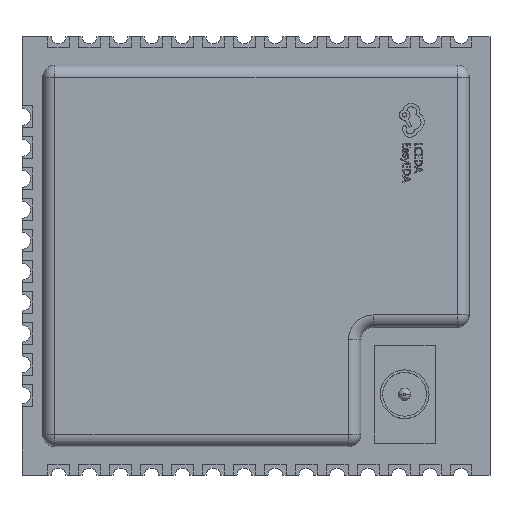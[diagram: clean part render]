
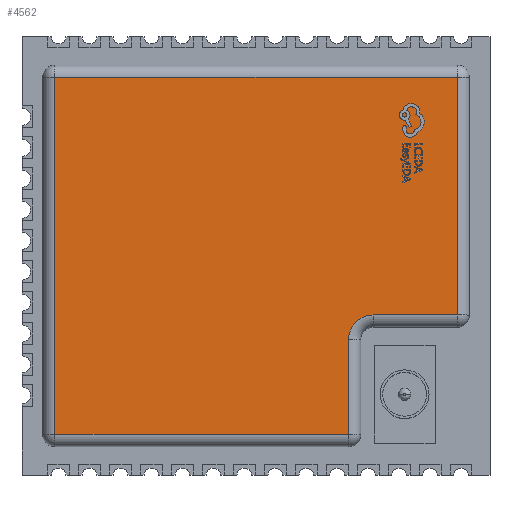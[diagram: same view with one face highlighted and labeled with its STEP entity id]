
A CAD part, top view. The second image highlights one B-rep face of the part: STEP entity #4562.
In plain terms, the highlighted planar face has unit normal (0, 0, 1).
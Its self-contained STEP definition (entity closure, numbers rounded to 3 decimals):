
#319 = CARTESIAN_POINT ( 'NONE',  ( 5.45, -2.425, 3.2 ) ) ;
#842 = CIRCLE ( 'NONE', #14226, 1. ) ;
#1174 = EDGE_CURVE ( 'NONE', #3112, #8718, #842, .T. ) ;
#1673 = DIRECTION ( 'NONE',  ( -1., 0., 0. ) ) ;
#1890 = ORIENTED_EDGE ( 'NONE', *, *, #10322, .T. ) ;
#2031 = CARTESIAN_POINT ( 'NONE',  ( 4.45, -7.325, 3.2 ) ) ;
#2552 = LINE ( 'NONE', #4813, #15460 ) ;
#2637 = VERTEX_POINT ( 'NONE', #10089 ) ;
#2694 = VERTEX_POINT ( 'NONE', #5002 ) ;
#2847 = DIRECTION ( 'NONE',  ( 1., 0., 0. ) ) ;
#2914 = PLANE ( 'NONE',  #11913 ) ;
#3112 = VERTEX_POINT ( 'NONE', #319 ) ;
#3197 = EDGE_CURVE ( 'NONE', #2637, #17087, #7526, .T. ) ;
#3357 = CARTESIAN_POINT ( 'NONE',  ( 4.95, -7.325, 3.2 ) ) ;
#3518 = DIRECTION ( 'NONE',  ( 1., 0., 0. ) ) ;
#3818 = EDGE_CURVE ( 'NONE', #3112, #5623, #6418, .T. ) ;
#4110 = ORIENTED_EDGE ( 'NONE', *, *, #3197, .T. ) ;
#4318 = DIRECTION ( 'NONE',  ( 0., 0., 1. ) ) ;
#4562 = ADVANCED_FACE ( 'NONE', ( #13168 ), #2914, .T. ) ;
#4813 = CARTESIAN_POINT ( 'NONE',  ( 8.9, 7.825, 3.2 ) ) ;
#4881 = DIRECTION ( 'NONE',  ( 1., 0., 0. ) ) ;
#5002 = CARTESIAN_POINT ( 'NONE',  ( -7.6, 7.325, 3.2 ) ) ;
#5332 = LINE ( 'NONE', #11663, #15613 ) ;
#5623 = VERTEX_POINT ( 'NONE', #6840 ) ;
#5654 = DIRECTION ( 'NONE',  ( 0., 1., 0. ) ) ;
#5731 = CARTESIAN_POINT ( 'NONE',  ( 0.65, 0., 3.2 ) ) ;
#6418 = LINE ( 'NONE', #13521, #8823 ) ;
#6590 = LINE ( 'NONE', #15383, #14921 ) ;
#6773 = EDGE_LOOP ( 'NONE', ( #9707, #13740, #1890, #8951, #17262, #4110, #10675 ) ) ;
#6840 = CARTESIAN_POINT ( 'NONE',  ( 8.9, -2.425, 3.2 ) ) ;
#7526 = LINE ( 'NONE', #3357, #11017 ) ;
#7621 = CARTESIAN_POINT ( 'NONE',  ( 4.45, -3.425, 3.2 ) ) ;
#8718 = VERTEX_POINT ( 'NONE', #7621 ) ;
#8733 = EDGE_CURVE ( 'NONE', #2694, #2637, #5332, .T. ) ;
#8823 = VECTOR ( 'NONE', #15045, 1000. ) ;
#8951 = ORIENTED_EDGE ( 'NONE', *, *, #16888, .T. ) ;
#9624 = VECTOR ( 'NONE', #1673, 1000. ) ;
#9707 = ORIENTED_EDGE ( 'NONE', *, *, #1174, .F. ) ;
#10089 = CARTESIAN_POINT ( 'NONE',  ( -7.6, -7.325, 3.2 ) ) ;
#10322 = EDGE_CURVE ( 'NONE', #5623, #17292, #2552, .T. ) ;
#10675 = ORIENTED_EDGE ( 'NONE', *, *, #16017, .T. ) ;
#10927 = LINE ( 'NONE', #14387, #9624 ) ;
#11017 = VECTOR ( 'NONE', #4881, 1000. ) ;
#11663 = CARTESIAN_POINT ( 'NONE',  ( -7.6, -7.825, 3.2 ) ) ;
#11913 = AXIS2_PLACEMENT_3D ( 'NONE', #5731, #4318, #2847 ) ;
#13138 = DIRECTION ( 'NONE',  ( 0., -1., 0. ) ) ;
#13168 = FACE_OUTER_BOUND ( 'NONE', #6773, .T. ) ;
#13521 = CARTESIAN_POINT ( 'NONE',  ( 9.4, -2.425, 3.2 ) ) ;
#13740 = ORIENTED_EDGE ( 'NONE', *, *, #3818, .T. ) ;
#14226 = AXIS2_PLACEMENT_3D ( 'NONE', #14589, #15862, #3518 ) ;
#14387 = CARTESIAN_POINT ( 'NONE',  ( -8.1, 7.325, 3.2 ) ) ;
#14589 = CARTESIAN_POINT ( 'NONE',  ( 5.45, -3.425, 3.2 ) ) ;
#14921 = VECTOR ( 'NONE', #5654, 1000. ) ;
#15045 = DIRECTION ( 'NONE',  ( 1., 0., 0. ) ) ;
#15383 = CARTESIAN_POINT ( 'NONE',  ( 4.45, -2.925, 3.2 ) ) ;
#15460 = VECTOR ( 'NONE', #16056, 1000. ) ;
#15613 = VECTOR ( 'NONE', #13138, 1000. ) ;
#15862 = DIRECTION ( 'NONE',  ( 0., 0., 1. ) ) ;
#16017 = EDGE_CURVE ( 'NONE', #17087, #8718, #6590, .T. ) ;
#16056 = DIRECTION ( 'NONE',  ( 0., 1., 0. ) ) ;
#16888 = EDGE_CURVE ( 'NONE', #17292, #2694, #10927, .T. ) ;
#17087 = VERTEX_POINT ( 'NONE', #2031 ) ;
#17110 = CARTESIAN_POINT ( 'NONE',  ( 8.9, 7.325, 3.2 ) ) ;
#17262 = ORIENTED_EDGE ( 'NONE', *, *, #8733, .T. ) ;
#17292 = VERTEX_POINT ( 'NONE', #17110 ) ;
